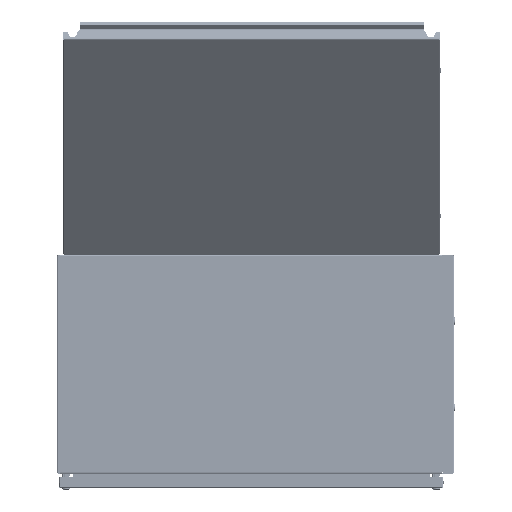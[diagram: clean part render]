
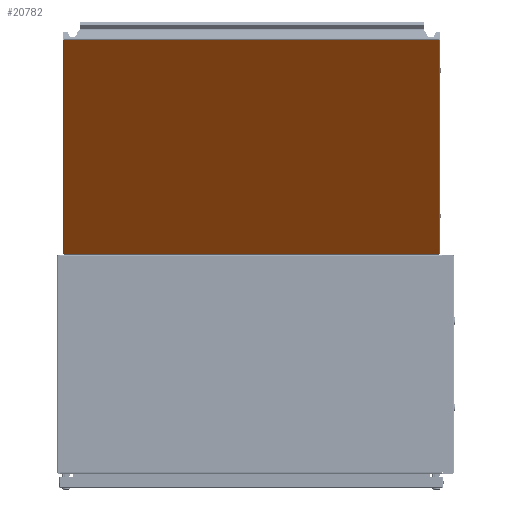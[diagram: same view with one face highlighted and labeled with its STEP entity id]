
A CAD part, left-side view. The second image highlights one B-rep face of the part: STEP entity #20782.
In plain terms, the highlighted face is planar.
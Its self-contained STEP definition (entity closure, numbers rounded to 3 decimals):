
#20782 = ADVANCED_FACE ( 'NONE', ( #59422 ), #63499, .F. ) ;
#33349 = AXIS2_PLACEMENT_3D ( 'NONE', #63494, #63502, #63503 ) ;
#59422 = FACE_OUTER_BOUND ( 'NONE', #151713, .T. ) ;
#63494 = CARTESIAN_POINT ( 'NONE',  ( -243.5, -326.25, 0. ) ) ;
#63499 = PLANE ( 'NONE',  #33349 ) ;
#63502 = DIRECTION ( 'NONE',  ( 0., 0., 1. ) ) ;
#63503 = DIRECTION ( 'NONE',  ( 1., 0., 0. ) ) ;
#112338 = CARTESIAN_POINT ( 'NONE',  ( -242.75, 325.5, 0. ) ) ;
#112373 = CARTESIAN_POINT ( 'NONE',  ( 242.75, -325.5, 0. ) ) ;
#112403 = CARTESIAN_POINT ( 'NONE',  ( -242.75, -325.5, 0. ) ) ;
#112455 = CARTESIAN_POINT ( 'NONE',  ( 242.75, 325.5, 0. ) ) ;
#142538 = CARTESIAN_POINT ( 'NONE',  ( 242.75, 325.5, 0. ) ) ;
#142545 = CARTESIAN_POINT ( 'NONE',  ( 243.5, -325.5, 0. ) ) ;
#142563 = DIRECTION ( 'NONE',  ( 0., -1., 0. ) ) ;
#142571 = DIRECTION ( 'NONE',  ( -1., 0., 0. ) ) ;
#143665 = LINE ( 'NONE', #142538, #143682 ) ;
#143675 = LINE ( 'NONE', #142545, #143687 ) ;
#143682 = VECTOR ( 'NONE', #142563, 1000. ) ;
#143684 = LINE ( 'NONE', #149784, #143692 ) ;
#143687 = VECTOR ( 'NONE', #142571, 1000. ) ;
#143689 = LINE ( 'NONE', #149788, #143697 ) ;
#143692 = VECTOR ( 'NONE', #149786, 1000. ) ;
#143697 = VECTOR ( 'NONE', #149791, 1000. ) ;
#149784 = CARTESIAN_POINT ( 'NONE',  ( -242.75, -325.5, 0. ) ) ;
#149786 = DIRECTION ( 'NONE',  ( 0., 1., 0. ) ) ;
#149788 = CARTESIAN_POINT ( 'NONE',  ( -243.5, 325.5, 0. ) ) ;
#149791 = DIRECTION ( 'NONE',  ( 1., 0., 0. ) ) ;
#151713 = EDGE_LOOP ( 'NONE', ( #156256, #156257, #156258, #156259 ) ) ;
#156256 = ORIENTED_EDGE ( 'NONE', *, *, #175228, .T. ) ;
#156257 = ORIENTED_EDGE ( 'NONE', *, *, #175229, .T. ) ;
#156258 = ORIENTED_EDGE ( 'NONE', *, *, #175230, .T. ) ;
#156259 = ORIENTED_EDGE ( 'NONE', *, *, #175231, .T. ) ;
#168422 = VERTEX_POINT ( 'NONE', #112338 ) ;
#168443 = VERTEX_POINT ( 'NONE', #112373 ) ;
#168461 = VERTEX_POINT ( 'NONE', #112403 ) ;
#168508 = VERTEX_POINT ( 'NONE', #112455 ) ;
#175228 = EDGE_CURVE ( 'NONE', #168508, #168443, #143665, .T. ) ;
#175229 = EDGE_CURVE ( 'NONE', #168443, #168461, #143675, .T. ) ;
#175230 = EDGE_CURVE ( 'NONE', #168461, #168422, #143684, .T. ) ;
#175231 = EDGE_CURVE ( 'NONE', #168422, #168508, #143689, .T. ) ;
